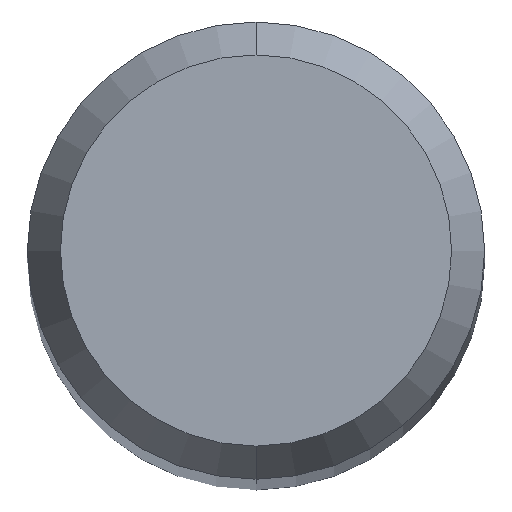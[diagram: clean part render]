
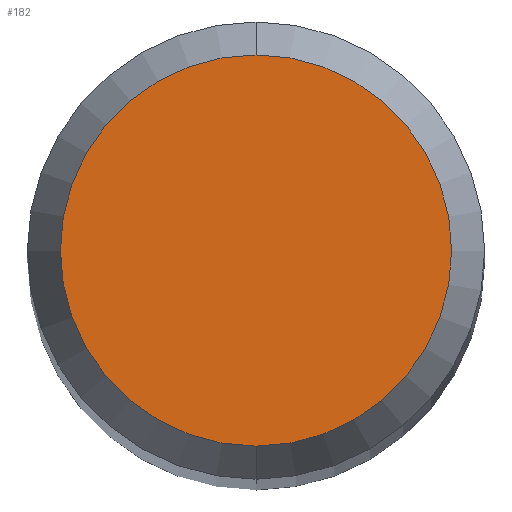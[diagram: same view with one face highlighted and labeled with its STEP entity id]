
A CAD part, top view. The second image highlights one B-rep face of the part: STEP entity #182.
In plain terms, the highlighted planar face has unit normal (0, 0, 1).
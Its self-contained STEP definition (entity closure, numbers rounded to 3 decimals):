
#106=EDGE_CURVE('',#176,#130,#243,.T.);
#130=VERTEX_POINT('',#270);
#176=VERTEX_POINT('',#323);
#182=ADVANCED_FACE('',(#330),#331,.T.);
#188=EDGE_CURVE('',#130,#176,#338,.T.);
#243=CIRCLE('',#394,1.358);
#270=CARTESIAN_POINT('',(0.0,1.358,0.01));
#323=CARTESIAN_POINT('',(0.,-1.358,0.01));
#330=FACE_OUTER_BOUND('',#502,.T.);
#331=PLANE('',#503);
#338=CIRCLE('',#513,1.358);
#394=AXIS2_PLACEMENT_3D('',#552,#553,#554);
#502=EDGE_LOOP('',(#662,#663));
#503=AXIS2_PLACEMENT_3D('',#664,#665,#666);
#513=AXIS2_PLACEMENT_3D('',#676,#677,#678);
#552=CARTESIAN_POINT('',(0.0,0.0,0.01));
#553=DIRECTION('',(0.0,0.0,-1.0));
#554=DIRECTION('',(0.0,1.0,0.0));
#662=ORIENTED_EDGE('',*,*,#188,.F.);
#663=ORIENTED_EDGE('',*,*,#106,.F.);
#664=CARTESIAN_POINT('',(0.0,0.679,0.01));
#665=DIRECTION('',(-0.0,0.0,1.0));
#666=DIRECTION('',(0.0,-1.0,0.0));
#676=CARTESIAN_POINT('',(0.0,0.0,0.01));
#677=DIRECTION('',(0.0,0.0,-1.0));
#678=DIRECTION('',(0.0,1.0,0.0));
